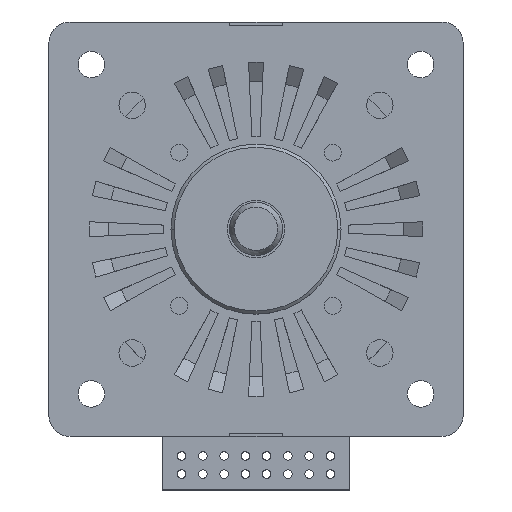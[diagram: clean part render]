
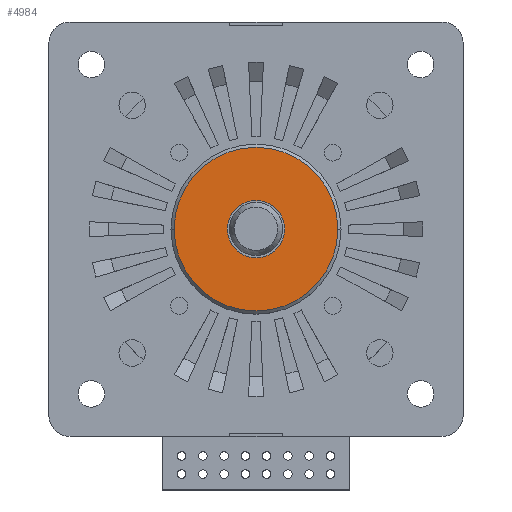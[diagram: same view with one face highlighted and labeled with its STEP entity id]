
A CAD part, top view. The second image highlights one B-rep face of the part: STEP entity #4984.
In plain terms, the highlighted planar face has unit normal (0, 0, 1).
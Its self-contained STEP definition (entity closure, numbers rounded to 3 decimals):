
#4794=CARTESIAN_POINT('',(0.,0.,5.35));
#4795=DIRECTION('',(0.,0.,1.));
#4796=DIRECTION('',(-1.,0.,0.));
#4797=AXIS2_PLACEMENT_3D('',#4794,#4795,#4796);
#4799=CARTESIAN_POINT('',(0.,0.,5.35));
#4800=DIRECTION('',(0.,0.,1.));
#4801=DIRECTION('',(1.,0.,0.));
#4802=AXIS2_PLACEMENT_3D('',#4799,#4800,#4801);
#4804=CARTESIAN_POINT('',(0.,0.,5.35));
#4805=DIRECTION('',(0.,0.,-1.));
#4806=DIRECTION('',(-1.,0.,0.));
#4807=AXIS2_PLACEMENT_3D('',#4804,#4805,#4806);
#4809=CARTESIAN_POINT('',(0.,0.,5.35));
#4810=DIRECTION('',(0.,0.,-1.));
#4811=DIRECTION('',(1.,0.,0.));
#4812=AXIS2_PLACEMENT_3D('',#4809,#4810,#4811);
#4845=CARTESIAN_POINT('',(7.7,0.,5.35));
#4846=VERTEX_POINT('',#4845);
#4847=CARTESIAN_POINT('',(-7.7,0.,5.35));
#4848=VERTEX_POINT('',#4847);
#4853=CARTESIAN_POINT('',(2.7,0.,5.35));
#4854=CARTESIAN_POINT('',(-2.7,0.,5.35));
#4855=VERTEX_POINT('',#4853);
#4856=VERTEX_POINT('',#4854);
#4968=CARTESIAN_POINT('',(0.,0.,5.35));
#4969=DIRECTION('',(0.,0.,1.));
#4970=DIRECTION('',(1.,0.,0.));
#4971=AXIS2_PLACEMENT_3D('',#4968,#4969,#4970);
#4972=PLANE('',#4971);
#4974=ORIENTED_EDGE('',*,*,#4973,.F.);
#4975=ORIENTED_EDGE('',*,*,#4958,.F.);
#4976=EDGE_LOOP('',(#4974,#4975));
#4977=FACE_OUTER_BOUND('',#4976,.F.);
#4979=ORIENTED_EDGE('',*,*,#4978,.F.);
#4981=ORIENTED_EDGE('',*,*,#4980,.F.);
#4982=EDGE_LOOP('',(#4979,#4981));
#4983=FACE_BOUND('',#4982,.F.);
#4984=ADVANCED_FACE('',(#4977,#4983),#4972,.T.);
#4798=CIRCLE('',#4797,7.7);
#4803=CIRCLE('',#4802,7.7);
#4808=CIRCLE('',#4807,2.7);
#4813=CIRCLE('',#4812,2.7);
#4958=EDGE_CURVE('',#4846,#4848,#4803,.T.);
#4973=EDGE_CURVE('',#4848,#4846,#4798,.T.);
#4978=EDGE_CURVE('',#4856,#4855,#4808,.T.);
#4980=EDGE_CURVE('',#4855,#4856,#4813,.T.);
